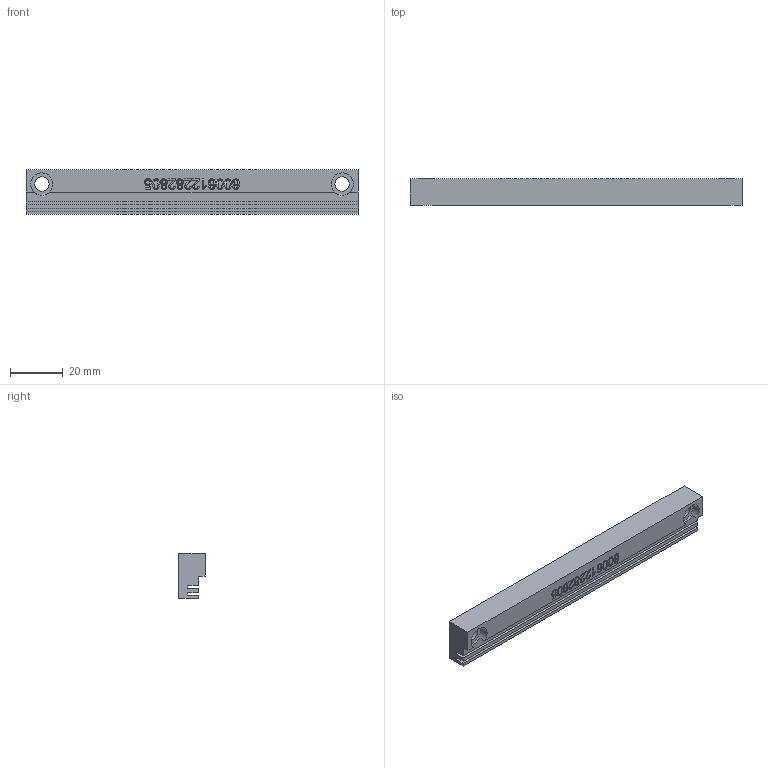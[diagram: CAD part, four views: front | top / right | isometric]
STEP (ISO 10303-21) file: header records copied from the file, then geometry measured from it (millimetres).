
FILE_DESCRIPTION(/* description */ ('Unknown'),/* implementation_level */ '2;1');
FILE_NAME(/* name */ '600612282805',/* time_stamp */ '2025-07-29T16:58:24+02:00',/* author */ ('Unknown'),/* organization */ ('Unknown'),/* preprocessor_version */ 'ST-DEVELOPER v19.4',/* originating_system */ 'Solid Edge',/* authorisation */ 'Unknown');
FILE_SCHEMA (('AUTOMOTIVE_DESIGN {1 0 10303 214 3 1 1}'));
Length unit declared in the file: millimetre
Products named in the file (1): 600612282805
Bounding box: 126 x 10 x 17 mm (x, y, z)
Volume: 16938.6 mm3; surface area: 9395.7 mm2
Topology: 1 solids, 1 shells, 101 faces, 236 edges, 158 vertices
Faces by surface type: plane 67, bspline 30, cylinder 4
Full cylindrical faces by diameter (mm): 5.5 x2, 8.5 x2
Entity records: 4984 total; most frequent: CARTESIAN_POINT 3012, ORIENTED_EDGE 432, DIRECTION 258, EDGE_CURVE 216, VERTEX_POINT 154, EDGE_LOOP 142, FACE_BOUND 142, B_SPLINE_CURVE_WITH_KNOTS 112
